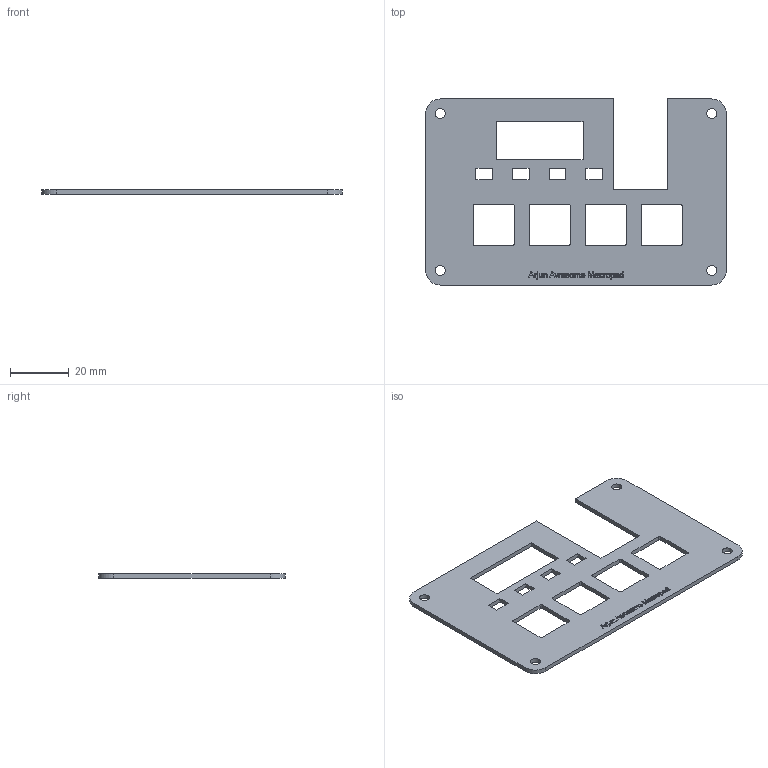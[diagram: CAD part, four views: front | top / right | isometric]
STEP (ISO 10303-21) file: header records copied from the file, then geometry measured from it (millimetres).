
FILE_DESCRIPTION(/* description */ (''),/* implementation_level */ '2;1');
FILE_NAME(/* name */ 'TopCase.step',/* time_stamp */ '2025-11-30T03:14:23Z',/* author */ (''),/* organization */ (''),/* preprocessor_version */ 'ST-DEVELOPER v20.1',/* originating_system */ 'Autodesk Translation Framework v14.21.0.0',/* authorisation */ '');
FILE_SCHEMA (('AUTOMOTIVE_DESIGN { 1 0 10303 214 3 1 1 }'));
Length unit declared in the file: millimetre
Products named in the file (1): 2025-11-30-01-42-58-661
Bounding box: 102.43 x 63.37 x 1.5 mm (x, y, z)
Volume: 6909.1 mm3; surface area: 10496.6 mm2
Topology: 22 solids, 22 shells, 521 faces, 1431 edges, 954 vertices
Faces by surface type: bspline 282, plane 215, cylinder 24
Full cylindrical faces by diameter (mm): 3.4 x4
Entity records: 19157 total; most frequent: CARTESIAN_POINT 7701, ORIENTED_EDGE 2862, EDGE_CURVE 1431, DIRECTION 1395, VERTEX_POINT 954, LINE 819, VECTOR 819, EDGE_LOOP 567
